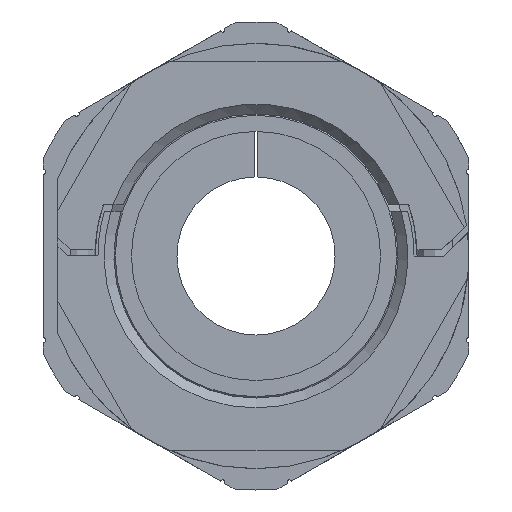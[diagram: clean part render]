
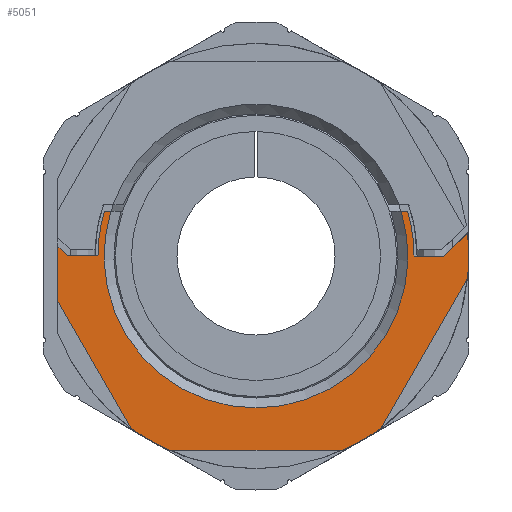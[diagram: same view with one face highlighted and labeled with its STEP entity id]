
A CAD part, front view. The second image highlights one B-rep face of the part: STEP entity #5051.
In plain terms, the highlighted face is planar.
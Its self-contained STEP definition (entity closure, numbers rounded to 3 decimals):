
#239 = ORIENTED_EDGE ( 'NONE', *, *, #1288, .T. ) ;
#299 = LINE ( 'NONE', #21538, #10814 ) ;
#421 = CARTESIAN_POINT ( 'NONE',  ( 16.3, 9., -32. ) ) ;
#450 = CIRCLE ( 'NONE', #16132, 17.5 ) ;
#545 = CARTESIAN_POINT ( 'NONE',  ( 0., 9., 0. ) ) ;
#687 = EDGE_CURVE ( 'NONE', #2144, #2487, #5760, .T. ) ;
#993 = CARTESIAN_POINT ( 'NONE',  ( -15.5, 9., 0. ) ) ;
#1030 = DIRECTION ( 'NONE',  ( -1., 0., 0. ) ) ;
#1059 = DIRECTION ( 'NONE',  ( -0.5, 0., -0.866 ) ) ;
#1089 = ORIENTED_EDGE ( 'NONE', *, *, #13158, .F. ) ;
#1166 = VECTOR ( 'NONE', #1059, 1000. ) ;
#1282 = LINE ( 'NONE', #16276, #1166 ) ;
#1288 = EDGE_CURVE ( 'NONE', #16310, #5513, #2965, .T. ) ;
#1334 = CARTESIAN_POINT ( 'NONE',  ( 11.94, 9., 3.7 ) ) ;
#1551 = ORIENTED_EDGE ( 'NONE', *, *, #4629, .F. ) ;
#1931 = AXIS2_PLACEMENT_3D ( 'NONE', #12462, #12370, #12191 ) ;
#2019 = EDGE_CURVE ( 'NONE', #15042, #16310, #450, .T. ) ;
#2028 = ORIENTED_EDGE ( 'NONE', *, *, #20252, .F. ) ;
#2144 = VERTEX_POINT ( 'NONE', #3228 ) ;
#2239 = DIRECTION ( 'NONE',  ( -0.5, 0., 0.866 ) ) ;
#2250 = DIRECTION ( 'NONE',  ( 1., 0., 0. ) ) ;
#2424 = VERTEX_POINT ( 'NONE', #3948 ) ;
#2487 = VERTEX_POINT ( 'NONE', #8315 ) ;
#2660 = CARTESIAN_POINT ( 'NONE',  ( -13., 9., 0. ) ) ;
#2719 = EDGE_CURVE ( 'NONE', #12096, #12661, #9266, .T. ) ;
#2860 = CIRCLE ( 'NONE', #9972, 17.5 ) ;
#2934 = VECTOR ( 'NONE', #5151, 1000. ) ;
#2965 = LINE ( 'NONE', #4854, #2934 ) ;
#2982 = VECTOR ( 'NONE', #2239, 1000. ) ;
#3020 = LINE ( 'NONE', #7297, #2982 ) ;
#3228 = CARTESIAN_POINT ( 'NONE',  ( -11.94, 9., 3.7 ) ) ;
#3393 = PLANE ( 'NONE',  #17046 ) ;
#3445 = EDGE_CURVE ( 'NONE', #4904, #12096, #4020, .T. ) ;
#3617 = VERTEX_POINT ( 'NONE', #14322 ) ;
#3685 = ORIENTED_EDGE ( 'NONE', *, *, #687, .F. ) ;
#3799 = CARTESIAN_POINT ( 'NONE',  ( -13., 9., 0. ) ) ;
#3905 = VERTEX_POINT ( 'NONE', #16972 ) ;
#3948 = CARTESIAN_POINT ( 'NONE',  ( 16.3, 9., -3.768 ) ) ;
#4020 = LINE ( 'NONE', #21799, #19765 ) ;
#4263 = EDGE_CURVE ( 'NONE', #2144, #20612, #14242, .T. ) ;
#4576 = CARTESIAN_POINT ( 'NONE',  ( 0., 9., 0. ) ) ;
#4629 = EDGE_CURVE ( 'NONE', #2424, #12243, #6039, .T. ) ;
#4758 = AXIS2_PLACEMENT_3D ( 'NONE', #7200, #18958, #8895 ) ;
#4811 = ORIENTED_EDGE ( 'NONE', *, *, #4263, .T. ) ;
#4854 = CARTESIAN_POINT ( 'NONE',  ( -13.856, 9., 8. ) ) ;
#4904 = VERTEX_POINT ( 'NONE', #10183 ) ;
#5051 = ADVANCED_FACE ( 'NONE', ( #16168 ), #3393, .T. ) ;
#5151 = DIRECTION ( 'NONE',  ( 0.5, 0., 0.866 ) ) ;
#5360 = DIRECTION ( 'NONE',  ( 0., 1., 0. ) ) ;
#5503 = DIRECTION ( 'NONE',  ( 0., 0., 1. ) ) ;
#5513 = VERTEX_POINT ( 'NONE', #14289 ) ;
#5605 = EDGE_CURVE ( 'NONE', #6372, #17441, #299, .T. ) ;
#5716 = VECTOR ( 'NONE', #19369, 1000. ) ;
#5760 = LINE ( 'NONE', #21569, #5716 ) ;
#5859 = VECTOR ( 'NONE', #16926, 1000. ) ;
#5881 = ORIENTED_EDGE ( 'NONE', *, *, #13972, .F. ) ;
#6039 = LINE ( 'NONE', #421, #5859 ) ;
#6129 = ORIENTED_EDGE ( 'NONE', *, *, #10122, .T. ) ;
#6372 = VERTEX_POINT ( 'NONE', #17027 ) ;
#6763 = ORIENTED_EDGE ( 'NONE', *, *, #19536, .T. ) ;
#6831 = DIRECTION ( 'NONE',  ( 0., 1., 0. ) ) ;
#7084 = VECTOR ( 'NONE', #16131, 1000. ) ;
#7108 = LINE ( 'NONE', #21234, #7084 ) ;
#7200 = CARTESIAN_POINT ( 'NONE',  ( 0., 9., 0. ) ) ;
#7297 = CARTESIAN_POINT ( 'NONE',  ( -13.856, 9., -8. ) ) ;
#7890 = AXIS2_PLACEMENT_3D ( 'NONE', #545, #12472, #2250 ) ;
#7990 = CARTESIAN_POINT ( 'NONE',  ( 12.462, 9., 3.7 ) ) ;
#8315 = CARTESIAN_POINT ( 'NONE',  ( -12.462, 9., 3.7 ) ) ;
#8344 = CIRCLE ( 'NONE', #7890, 13. ) ;
#8499 = VECTOR ( 'NONE', #12321, 1000. ) ;
#8595 = LINE ( 'NONE', #3799, #8499 ) ;
#8657 = CARTESIAN_POINT ( 'NONE',  ( -17.401, 9., -1.861 ) ) ;
#8895 = DIRECTION ( 'NONE',  ( 1., 0., 0. ) ) ;
#9266 = CIRCLE ( 'NONE', #1931, 17.5 ) ;
#9532 = EDGE_LOOP ( 'NONE', ( #19199, #1551, #20343, #20790, #20900, #21114, #13513, #21575, #239, #1089, #2028, #6129, #3685, #4811, #5881, #6763, #13982 ) ) ;
#9831 = DIRECTION ( 'NONE',  ( 1., 0., 0. ) ) ;
#9972 = AXIS2_PLACEMENT_3D ( 'NONE', #16942, #6831, #18587 ) ;
#10122 = EDGE_CURVE ( 'NONE', #18278, #2487, #8344, .T. ) ;
#10183 = CARTESIAN_POINT ( 'NONE',  ( 7.089, 9., -16. ) ) ;
#10266 = EDGE_CURVE ( 'NONE', #12243, #6372, #7108, .T. ) ;
#10814 = VECTOR ( 'NONE', #21337, 1000. ) ;
#11161 = EDGE_CURVE ( 'NONE', #12661, #15042, #3020, .T. ) ;
#11175 = CIRCLE ( 'NONE', #4758, 13. ) ;
#12096 = VERTEX_POINT ( 'NONE', #18046 ) ;
#12191 = DIRECTION ( 'NONE',  ( 1., 0., 0. ) ) ;
#12243 = VERTEX_POINT ( 'NONE', #16799 ) ;
#12321 = DIRECTION ( 'NONE',  ( -1., 0., 0. ) ) ;
#12370 = DIRECTION ( 'NONE',  ( 0., 1., 0. ) ) ;
#12462 = CARTESIAN_POINT ( 'NONE',  ( 0., 9., 0. ) ) ;
#12472 = DIRECTION ( 'NONE',  ( 0., 1., 0. ) ) ;
#12661 = VERTEX_POINT ( 'NONE', #19736 ) ;
#13105 = DIRECTION ( 'NONE',  ( -1., 0., 0. ) ) ;
#13158 = EDGE_CURVE ( 'NONE', #16321, #5513, #16887, .T. ) ;
#13181 = CARTESIAN_POINT ( 'NONE',  ( 0., 9., 0. ) ) ;
#13398 = DIRECTION ( 'NONE',  ( 0., -1., 0. ) ) ;
#13513 = ORIENTED_EDGE ( 'NONE', *, *, #11161, .T. ) ;
#13686 = VECTOR ( 'NONE', #13105, 1000. ) ;
#13795 = LINE ( 'NONE', #7990, #13686 ) ;
#13876 = DIRECTION ( 'NONE',  ( 0., 0., -1. ) ) ;
#13972 = EDGE_CURVE ( 'NONE', #3617, #20612, #13795, .T. ) ;
#13982 = ORIENTED_EDGE ( 'NONE', *, *, #5605, .F. ) ;
#14242 = CIRCLE ( 'NONE', #19348, 12.5 ) ;
#14289 = CARTESIAN_POINT ( 'NONE',  ( -17.386, 9., 1.886 ) ) ;
#14322 = CARTESIAN_POINT ( 'NONE',  ( 12.462, 9., 3.7 ) ) ;
#15042 = VERTEX_POINT ( 'NONE', #8657 ) ;
#15959 = EDGE_CURVE ( 'NONE', #3905, #4904, #2860, .T. ) ;
#16131 = DIRECTION ( 'NONE',  ( -0.707, 0., -0.707 ) ) ;
#16132 = AXIS2_PLACEMENT_3D ( 'NONE', #17013, #16745, #9831 ) ;
#16168 = FACE_OUTER_BOUND ( 'NONE', #9532, .T. ) ;
#16276 = CARTESIAN_POINT ( 'NONE',  ( 13.856, 9., -8. ) ) ;
#16310 = VERTEX_POINT ( 'NONE', #19523 ) ;
#16321 = VERTEX_POINT ( 'NONE', #993 ) ;
#16355 = EDGE_CURVE ( 'NONE', #2424, #3905, #1282, .T. ) ;
#16745 = DIRECTION ( 'NONE',  ( 0., 1., 0. ) ) ;
#16799 = CARTESIAN_POINT ( 'NONE',  ( 16.3, 9., 0.8 ) ) ;
#16887 = LINE ( 'NONE', #19121, #17062 ) ;
#16926 = DIRECTION ( 'NONE',  ( 0., 0., 1. ) ) ;
#16942 = CARTESIAN_POINT ( 'NONE',  ( 0., 9., 0. ) ) ;
#16972 = CARTESIAN_POINT ( 'NONE',  ( 10.312, 9., -14.139 ) ) ;
#17013 = CARTESIAN_POINT ( 'NONE',  ( 0., 9., 0. ) ) ;
#17027 = CARTESIAN_POINT ( 'NONE',  ( 15.5, 9., 0. ) ) ;
#17046 = AXIS2_PLACEMENT_3D ( 'NONE', #4576, #5360, #5503 ) ;
#17062 = VECTOR ( 'NONE', #20806, 1000. ) ;
#17308 = CARTESIAN_POINT ( 'NONE',  ( 13., 9., 0. ) ) ;
#17441 = VERTEX_POINT ( 'NONE', #17308 ) ;
#18046 = CARTESIAN_POINT ( 'NONE',  ( -7.089, 9., -16. ) ) ;
#18278 = VERTEX_POINT ( 'NONE', #2660 ) ;
#18587 = DIRECTION ( 'NONE',  ( 1., 0., 0. ) ) ;
#18958 = DIRECTION ( 'NONE',  ( 0., 1., 0. ) ) ;
#19121 = CARTESIAN_POINT ( 'NONE',  ( -15.5, 9., 0. ) ) ;
#19199 = ORIENTED_EDGE ( 'NONE', *, *, #10266, .F. ) ;
#19348 = AXIS2_PLACEMENT_3D ( 'NONE', #13181, #13398, #13876 ) ;
#19369 = DIRECTION ( 'NONE',  ( -1., 0., 0. ) ) ;
#19523 = CARTESIAN_POINT ( 'NONE',  ( -17.401, 9., 1.861 ) ) ;
#19536 = EDGE_CURVE ( 'NONE', #3617, #17441, #11175, .T. ) ;
#19736 = CARTESIAN_POINT ( 'NONE',  ( -10.312, 9., -14.139 ) ) ;
#19765 = VECTOR ( 'NONE', #1030, 1000. ) ;
#20252 = EDGE_CURVE ( 'NONE', #18278, #16321, #8595, .T. ) ;
#20343 = ORIENTED_EDGE ( 'NONE', *, *, #16355, .T. ) ;
#20612 = VERTEX_POINT ( 'NONE', #1334 ) ;
#20790 = ORIENTED_EDGE ( 'NONE', *, *, #15959, .T. ) ;
#20806 = DIRECTION ( 'NONE',  ( -0.707, 0., 0.707 ) ) ;
#20900 = ORIENTED_EDGE ( 'NONE', *, *, #3445, .T. ) ;
#21114 = ORIENTED_EDGE ( 'NONE', *, *, #2719, .T. ) ;
#21234 = CARTESIAN_POINT ( 'NONE',  ( 18.289, 9., 2.789 ) ) ;
#21337 = DIRECTION ( 'NONE',  ( -1., 0., 0. ) ) ;
#21538 = CARTESIAN_POINT ( 'NONE',  ( 15.25, 9., 0. ) ) ;
#21569 = CARTESIAN_POINT ( 'NONE',  ( 12.462, 9., 3.7 ) ) ;
#21575 = ORIENTED_EDGE ( 'NONE', *, *, #2019, .T. ) ;
#21799 = CARTESIAN_POINT ( 'NONE',  ( 0., 9., -16. ) ) ;
